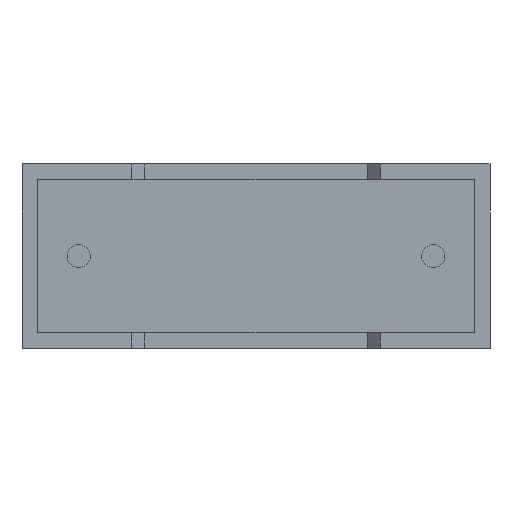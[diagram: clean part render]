
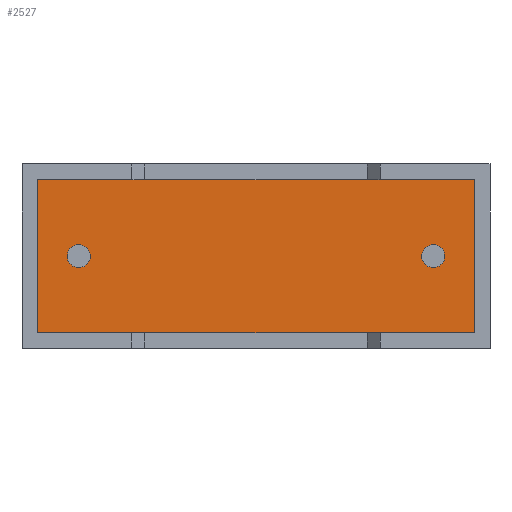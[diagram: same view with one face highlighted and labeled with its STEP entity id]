
A CAD part, front view. The second image highlights one B-rep face of the part: STEP entity #2527.
In plain terms, the highlighted planar face has unit normal (0, -1, 0).
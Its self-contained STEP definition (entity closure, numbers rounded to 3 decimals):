
#1 = CARTESIAN_POINT ( 'NONE',  ( 12.76, 0.75, 4.76 ) ) ;
#16 = ORIENTED_EDGE ( 'NONE', *, *, #1223, .F. ) ;
#88 = CARTESIAN_POINT ( 'NONE',  ( 0.44, 0.75, 4.76 ) ) ;
#209 = ORIENTED_EDGE ( 'NONE', *, *, #1978, .T. ) ;
#258 = EDGE_CURVE ( 'NONE', #411, #450, #1075, .T. ) ;
#295 = EDGE_CURVE ( 'NONE', #604, #1113, #1947, .T. ) ;
#387 = CIRCLE ( 'NONE', #1190, 0.325 ) ;
#411 = VERTEX_POINT ( 'NONE', #2521 ) ;
#450 = VERTEX_POINT ( 'NONE', #1363 ) ;
#454 = CARTESIAN_POINT ( 'NONE',  ( 0., 0.75, 0. ) ) ;
#464 = CARTESIAN_POINT ( 'NONE',  ( 1.6, 0.75, 2.6 ) ) ;
#469 = FACE_BOUND ( 'NONE', #2557, .T. ) ;
#482 = DIRECTION ( 'NONE',  ( 0., 0., -1. ) ) ;
#518 = EDGE_CURVE ( 'NONE', #1662, #644, #2668, .T. ) ;
#526 = CARTESIAN_POINT ( 'NONE',  ( 1.6, 0.75, 2.6 ) ) ;
#527 = VECTOR ( 'NONE', #539, 1000. ) ;
#533 = CIRCLE ( 'NONE', #2251, 0.325 ) ;
#539 = DIRECTION ( 'NONE',  ( 0., 0., -1. ) ) ;
#540 = DIRECTION ( 'NONE',  ( 1., 0., 0. ) ) ;
#573 = VERTEX_POINT ( 'NONE', #2401 ) ;
#604 = VERTEX_POINT ( 'NONE', #88 ) ;
#644 = VERTEX_POINT ( 'NONE', #2518 ) ;
#720 = ORIENTED_EDGE ( 'NONE', *, *, #295, .T. ) ;
#934 = VECTOR ( 'NONE', #1983, 1000. ) ;
#954 = DIRECTION ( 'NONE',  ( 0., 0., -1. ) ) ;
#966 = CARTESIAN_POINT ( 'NONE',  ( 11.6, 0.75, 2.6 ) ) ;
#1001 = CARTESIAN_POINT ( 'NONE',  ( 11.6, 0.75, 2.925 ) ) ;
#1035 = CARTESIAN_POINT ( 'NONE',  ( 11.6, 0.75, 2.6 ) ) ;
#1075 = CIRCLE ( 'NONE', #1567, 0.325 ) ;
#1076 = VECTOR ( 'NONE', #2567, 1000. ) ;
#1113 = VERTEX_POINT ( 'NONE', #1468 ) ;
#1147 = DIRECTION ( 'NONE',  ( 0., -1., 0. ) ) ;
#1190 = AXIS2_PLACEMENT_3D ( 'NONE', #1035, #1351, #2964 ) ;
#1223 = EDGE_CURVE ( 'NONE', #1456, #573, #387, .T. ) ;
#1237 = AXIS2_PLACEMENT_3D ( 'NONE', #454, #2325, #482 ) ;
#1250 = DIRECTION ( 'NONE',  ( 0., 0., -1. ) ) ;
#1329 = ORIENTED_EDGE ( 'NONE', *, *, #2603, .F. ) ;
#1351 = DIRECTION ( 'NONE',  ( 0., -1., 0. ) ) ;
#1363 = CARTESIAN_POINT ( 'NONE',  ( 1.6, 0.75, 2.275 ) ) ;
#1395 = FACE_BOUND ( 'NONE', #2082, .T. ) ;
#1439 = ORIENTED_EDGE ( 'NONE', *, *, #2543, .F. ) ;
#1456 = VERTEX_POINT ( 'NONE', #1001 ) ;
#1468 = CARTESIAN_POINT ( 'NONE',  ( 0.44, 0.75, 0.44 ) ) ;
#1567 = AXIS2_PLACEMENT_3D ( 'NONE', #464, #2356, #2129 ) ;
#1662 = VERTEX_POINT ( 'NONE', #1987 ) ;
#1689 = LINE ( 'NONE', #2358, #2438 ) ;
#1811 = EDGE_CURVE ( 'NONE', #644, #604, #2753, .T. ) ;
#1882 = FACE_OUTER_BOUND ( 'NONE', #2607, .T. ) ;
#1947 = LINE ( 'NONE', #2869, #527 ) ;
#1978 = EDGE_CURVE ( 'NONE', #1113, #1662, #1689, .T. ) ;
#1983 = DIRECTION ( 'NONE',  ( 0., 0., 1. ) ) ;
#1987 = CARTESIAN_POINT ( 'NONE',  ( 12.76, 0.75, 0.44 ) ) ;
#2003 = ORIENTED_EDGE ( 'NONE', *, *, #1811, .T. ) ;
#2071 = ORIENTED_EDGE ( 'NONE', *, *, #258, .F. ) ;
#2082 = EDGE_LOOP ( 'NONE', ( #16, #1439 ) ) ;
#2129 = DIRECTION ( 'NONE',  ( 0., 0., -1. ) ) ;
#2251 = AXIS2_PLACEMENT_3D ( 'NONE', #966, #1147, #954 ) ;
#2325 = DIRECTION ( 'NONE',  ( 0., -1., 0. ) ) ;
#2347 = ORIENTED_EDGE ( 'NONE', *, *, #518, .T. ) ;
#2356 = DIRECTION ( 'NONE',  ( 0., -1., 0. ) ) ;
#2358 = CARTESIAN_POINT ( 'NONE',  ( 0.44, 0.75, 0.44 ) ) ;
#2399 = AXIS2_PLACEMENT_3D ( 'NONE', #526, #2907, #1250 ) ;
#2401 = CARTESIAN_POINT ( 'NONE',  ( 11.6, 0.75, 2.275 ) ) ;
#2438 = VECTOR ( 'NONE', #540, 1000. ) ;
#2518 = CARTESIAN_POINT ( 'NONE',  ( 12.76, 0.75, 4.76 ) ) ;
#2521 = CARTESIAN_POINT ( 'NONE',  ( 1.6, 0.75, 2.925 ) ) ;
#2527 = ADVANCED_FACE ( 'NONE', ( #1395, #1882, #469 ), #3012, .T. ) ;
#2543 = EDGE_CURVE ( 'NONE', #573, #1456, #533, .T. ) ;
#2557 = EDGE_LOOP ( 'NONE', ( #2071, #1329 ) ) ;
#2567 = DIRECTION ( 'NONE',  ( -1., 0., 0. ) ) ;
#2603 = EDGE_CURVE ( 'NONE', #450, #411, #2841, .T. ) ;
#2607 = EDGE_LOOP ( 'NONE', ( #720, #209, #2347, #2003 ) ) ;
#2668 = LINE ( 'NONE', #2806, #934 ) ;
#2753 = LINE ( 'NONE', #1, #1076 ) ;
#2806 = CARTESIAN_POINT ( 'NONE',  ( 12.76, 0.75, 0.44 ) ) ;
#2841 = CIRCLE ( 'NONE', #2399, 0.325 ) ;
#2869 = CARTESIAN_POINT ( 'NONE',  ( 0.44, 0.75, 4.76 ) ) ;
#2907 = DIRECTION ( 'NONE',  ( 0., -1., 0. ) ) ;
#2964 = DIRECTION ( 'NONE',  ( 0., 0., -1. ) ) ;
#3012 = PLANE ( 'NONE',  #1237 ) ;
